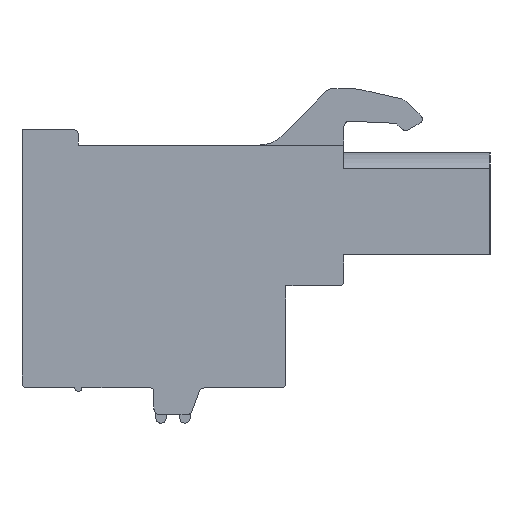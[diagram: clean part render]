
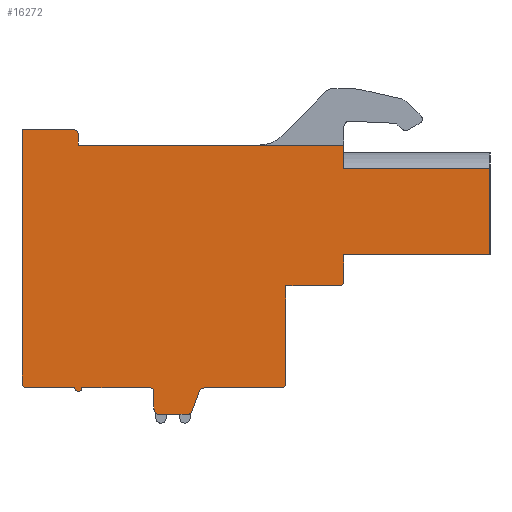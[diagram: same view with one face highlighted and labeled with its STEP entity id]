
A CAD part, left-side view. The second image highlights one B-rep face of the part: STEP entity #16272.
In plain terms, the highlighted planar face has unit normal (-1, 0, 0).
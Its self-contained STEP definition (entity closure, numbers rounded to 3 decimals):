
#1=CARTESIAN_POINT('',(0.,-5.36,-0.74));
#2=DIRECTION('',(-1.,0.,0.));
#3=DIRECTION('',(0.,0.,-1.));
#4=AXIS2_PLACEMENT_3D('',#1,#2,#3);
#6=CARTESIAN_POINT('',(0.,-2.06,-6.54));
#7=DIRECTION('',(1.,0.,0.));
#8=DIRECTION('',(0.,-1.,0.));
#9=AXIS2_PLACEMENT_3D('',#6,#7,#8);
#11=DIRECTION('',(0.,1.,0.));
#12=VECTOR('',#11,4.34);
#13=CARTESIAN_POINT('',(0.,-2.06,-6.84));
#14=LINE('',#13,#12);
#15=CARTESIAN_POINT('',(0.,2.28,-7.14));
#16=DIRECTION('',(-1.,0.,0.));
#17=DIRECTION('',(0.,0.,1.));
#18=AXIS2_PLACEMENT_3D('',#15,#16,#17);
#20=DIRECTION('',(0.,0.345,-0.939));
#21=VECTOR('',#20,1.179);
#22=CARTESIAN_POINT('',(0.,2.562,-7.037));
#23=LINE('',#22,#21);
#24=CARTESIAN_POINT('',(0.,3.25,-8.04));
#25=DIRECTION('',(1.,0.,0.));
#26=DIRECTION('',(0.,-0.939,-0.345));
#27=AXIS2_PLACEMENT_3D('',#24,#25,#26);
#29=DIRECTION('',(0.,1.,0.));
#30=VECTOR('',#29,1.59);
#31=CARTESIAN_POINT('',(0.,3.25,-8.34));
#32=LINE('',#31,#30);
#33=CARTESIAN_POINT('',(0.,4.84,-8.04));
#34=DIRECTION('',(1.,0.,0.));
#35=DIRECTION('',(0.,0.,-1.));
#36=AXIS2_PLACEMENT_3D('',#33,#34,#35);
#38=DIRECTION('',(0.,0.,1.));
#39=VECTOR('',#38,1.);
#40=CARTESIAN_POINT('',(0.,5.14,-8.04));
#41=LINE('',#40,#39);
#42=CARTESIAN_POINT('',(0.,5.34,-7.04));
#43=DIRECTION('',(-1.,0.,0.));
#44=DIRECTION('',(0.,-1.,0.));
#45=AXIS2_PLACEMENT_3D('',#42,#43,#44);
#47=DIRECTION('',(0.,1.,0.));
#48=VECTOR('',#47,3.9);
#49=CARTESIAN_POINT('',(0.,5.34,-6.84));
#50=LINE('',#49,#48);
#51=CARTESIAN_POINT('',(0.,9.44,-6.84));
#52=DIRECTION('',(1.,0.,0.));
#53=DIRECTION('',(0.,-1.,0.));
#54=AXIS2_PLACEMENT_3D('',#51,#52,#53);
#56=DIRECTION('',(0.,1.,0.));
#57=VECTOR('',#56,2.7);
#58=CARTESIAN_POINT('',(0.,9.64,-6.84));
#59=LINE('',#58,#57);
#60=CARTESIAN_POINT('',(0.,12.34,-6.54));
#61=DIRECTION('',(1.,0.,0.));
#62=DIRECTION('',(0.,0.,-1.));
#63=AXIS2_PLACEMENT_3D('',#60,#61,#62);
#65=DIRECTION('',(0.,0.,1.));
#66=VECTOR('',#65,0.5);
#67=CARTESIAN_POINT('',(0.,12.64,-6.54));
#68=LINE('',#67,#66);
#69=DIRECTION('',(0.,0.,1.));
#70=VECTOR('',#69,13.9);
#71=CARTESIAN_POINT('',(0.,12.64,-6.04));
#72=LINE('',#71,#70);
#73=DIRECTION('',(0.,-1.,0.));
#74=VECTOR('',#73,2.9);
#75=CARTESIAN_POINT('',(0.,12.64,7.86));
#76=LINE('',#75,#74);
#77=CARTESIAN_POINT('',(0.,9.74,7.56));
#78=DIRECTION('',(1.,0.,0.));
#79=DIRECTION('',(0.,0.,1.));
#80=AXIS2_PLACEMENT_3D('',#77,#78,#79);
#82=DIRECTION('',(0.,0.,-1.));
#83=VECTOR('',#82,0.6);
#84=CARTESIAN_POINT('',(0.,9.44,7.56));
#85=LINE('',#84,#83);
#86=DIRECTION('',(0.,-1.,0.));
#87=VECTOR('',#86,15.1);
#88=CARTESIAN_POINT('',(0.,9.44,6.96));
#89=LINE('',#88,#87);
#90=DIRECTION('',(0.,1.,0.));
#91=VECTOR('',#90,8.3);
#92=CARTESIAN_POINT('',(0.,-13.96,5.635));
#93=LINE('',#92,#91);
#94=DIRECTION('',(0.,1.,0.));
#95=VECTOR('',#94,8.3);
#96=CARTESIAN_POINT('',(0.,-13.96,0.73));
#97=LINE('',#96,#95);
#98=DIRECTION('',(0.,0.,-1.));
#99=VECTOR('',#98,1.47);
#100=CARTESIAN_POINT('',(0.,-5.66,0.73));
#101=LINE('',#100,#99);
#1326=DIRECTION('',(0.,0.,1.));
#1327=VECTOR('',#1326,4.905);
#1328=CARTESIAN_POINT('',(0.,-13.96,0.73));
#1329=LINE('',#1328,#1327);
#2136=DIRECTION('',(0.,0.,1.));
#2137=VECTOR('',#2136,1.325);
#2138=CARTESIAN_POINT('',(0.,-5.66,5.635));
#2139=LINE('',#2138,#2137);
#6507=DIRECTION('',(0.,0.,1.));
#6508=VECTOR('',#6507,5.5);
#6509=CARTESIAN_POINT('',(0.,-2.36,-6.54));
#6510=LINE('',#6509,#6508);
#6515=DIRECTION('',(0.,-1.,0.));
#6516=VECTOR('',#6515,3.);
#6517=CARTESIAN_POINT('',(0.,-2.36,-1.04));
#6518=LINE('',#6517,#6516);
#12343=CARTESIAN_POINT('',(0.,12.34,-6.84));
#12344=CARTESIAN_POINT('',(0.,12.64,-6.54));
#12345=VERTEX_POINT('',#12343);
#12346=VERTEX_POINT('',#12344);
#12347=CARTESIAN_POINT('',(0.,12.64,-6.04));
#12348=VERTEX_POINT('',#12347);
#12349=CARTESIAN_POINT('',(0.,12.64,7.86));
#12350=VERTEX_POINT('',#12349);
#12351=CARTESIAN_POINT('',(0.,9.74,7.86));
#12352=VERTEX_POINT('',#12351);
#12353=CARTESIAN_POINT('',(0.,9.44,7.56));
#12354=VERTEX_POINT('',#12353);
#12355=CARTESIAN_POINT('',(0.,9.44,6.96));
#12356=VERTEX_POINT('',#12355);
#12357=CARTESIAN_POINT('',(0.,-5.66,6.96));
#12358=VERTEX_POINT('',#12357);
#12359=CARTESIAN_POINT('',(0.,-13.96,0.73));
#12360=CARTESIAN_POINT('',(0.,-5.66,0.73));
#12361=VERTEX_POINT('',#12359);
#12362=VERTEX_POINT('',#12360);
#12363=CARTESIAN_POINT('',(0.,-2.36,-6.54));
#12364=CARTESIAN_POINT('',(0.,-2.06,-6.84));
#12365=VERTEX_POINT('',#12363);
#12366=VERTEX_POINT('',#12364);
#12367=CARTESIAN_POINT('',(0.,2.28,-6.84));
#12368=VERTEX_POINT('',#12367);
#12369=CARTESIAN_POINT('',(0.,2.562,-7.037));
#12370=VERTEX_POINT('',#12369);
#12371=CARTESIAN_POINT('',(0.,2.968,-8.143));
#12372=VERTEX_POINT('',#12371);
#12373=CARTESIAN_POINT('',(0.,3.25,-8.34));
#12374=VERTEX_POINT('',#12373);
#12375=CARTESIAN_POINT('',(0.,4.84,-8.34));
#12376=VERTEX_POINT('',#12375);
#12377=CARTESIAN_POINT('',(0.,5.14,-8.04));
#12378=VERTEX_POINT('',#12377);
#12379=CARTESIAN_POINT('',(0.,5.14,-7.04));
#12380=VERTEX_POINT('',#12379);
#12381=CARTESIAN_POINT('',(0.,5.34,-6.84));
#12382=VERTEX_POINT('',#12381);
#12383=CARTESIAN_POINT('',(0.,9.24,-6.84));
#12384=VERTEX_POINT('',#12383);
#12385=CARTESIAN_POINT('',(0.,9.64,-6.84));
#12386=VERTEX_POINT('',#12385);
#12679=CARTESIAN_POINT('',(0.,-13.96,5.635));
#12680=CARTESIAN_POINT('',(0.,-5.66,5.635));
#12681=VERTEX_POINT('',#12679);
#12682=VERTEX_POINT('',#12680);
#16063=CARTESIAN_POINT('',(0.,-5.36,-1.04));
#16064=CARTESIAN_POINT('',(0.,-5.66,-0.74));
#16065=VERTEX_POINT('',#16063);
#16066=VERTEX_POINT('',#16064);
#16067=CARTESIAN_POINT('',(0.,-2.36,-1.04));
#16068=VERTEX_POINT('',#16067);
#16211=CARTESIAN_POINT('',(0.,0.,0.));
#16212=DIRECTION('',(1.,0.,0.));
#16213=DIRECTION('',(0.,-1.,0.));
#16214=AXIS2_PLACEMENT_3D('',#16211,#16212,#16213);
#16215=PLANE('',#16214);
#16217=ORIENTED_EDGE('',*,*,#16216,.F.);
#16219=ORIENTED_EDGE('',*,*,#16218,.F.);
#16221=ORIENTED_EDGE('',*,*,#16220,.F.);
#16223=ORIENTED_EDGE('',*,*,#16222,.T.);
#16225=ORIENTED_EDGE('',*,*,#16224,.T.);
#16227=ORIENTED_EDGE('',*,*,#16226,.T.);
#16229=ORIENTED_EDGE('',*,*,#16228,.T.);
#16231=ORIENTED_EDGE('',*,*,#16230,.T.);
#16233=ORIENTED_EDGE('',*,*,#16232,.T.);
#16235=ORIENTED_EDGE('',*,*,#16234,.T.);
#16237=ORIENTED_EDGE('',*,*,#16236,.T.);
#16239=ORIENTED_EDGE('',*,*,#16238,.T.);
#16241=ORIENTED_EDGE('',*,*,#16240,.T.);
#16243=ORIENTED_EDGE('',*,*,#16242,.T.);
#16245=ORIENTED_EDGE('',*,*,#16244,.T.);
#16247=ORIENTED_EDGE('',*,*,#16246,.T.);
#16249=ORIENTED_EDGE('',*,*,#16248,.T.);
#16251=ORIENTED_EDGE('',*,*,#16250,.T.);
#16253=ORIENTED_EDGE('',*,*,#16252,.T.);
#16255=ORIENTED_EDGE('',*,*,#16254,.T.);
#16257=ORIENTED_EDGE('',*,*,#16256,.T.);
#16259=ORIENTED_EDGE('',*,*,#16258,.T.);
#16261=ORIENTED_EDGE('',*,*,#16260,.F.);
#16263=ORIENTED_EDGE('',*,*,#16262,.F.);
#16265=ORIENTED_EDGE('',*,*,#16264,.F.);
#16267=ORIENTED_EDGE('',*,*,#16266,.T.);
#16269=ORIENTED_EDGE('',*,*,#16268,.T.);
#16270=EDGE_LOOP('',(#16217,#16219,#16221,#16223,#16225,#16227,#16229,#16231,
#16233,#16235,#16237,#16239,#16241,#16243,#16245,#16247,#16249,#16251,#16253,
#16255,#16257,#16259,#16261,#16263,#16265,#16267,#16269));
#16271=FACE_OUTER_BOUND('',#16270,.F.);
#16272=ADVANCED_FACE('',(#16271),#16215,.F.);
#5=CIRCLE('',#4,0.3);
#10=CIRCLE('',#9,0.3);
#19=CIRCLE('',#18,0.3);
#28=CIRCLE('',#27,0.3);
#37=CIRCLE('',#36,0.3);
#46=CIRCLE('',#45,0.2);
#55=CIRCLE('',#54,0.2);
#64=CIRCLE('',#63,0.3);
#81=CIRCLE('',#80,0.3);
#16216=EDGE_CURVE('',#16065,#16066,#5,.T.);
#16218=EDGE_CURVE('',#16068,#16065,#6518,.T.);
#16220=EDGE_CURVE('',#12365,#16068,#6510,.T.);
#16222=EDGE_CURVE('',#12365,#12366,#10,.T.);
#16224=EDGE_CURVE('',#12366,#12368,#14,.T.);
#16226=EDGE_CURVE('',#12368,#12370,#19,.T.);
#16228=EDGE_CURVE('',#12370,#12372,#23,.T.);
#16230=EDGE_CURVE('',#12372,#12374,#28,.T.);
#16232=EDGE_CURVE('',#12374,#12376,#32,.T.);
#16234=EDGE_CURVE('',#12376,#12378,#37,.T.);
#16236=EDGE_CURVE('',#12378,#12380,#41,.T.);
#16238=EDGE_CURVE('',#12380,#12382,#46,.T.);
#16240=EDGE_CURVE('',#12382,#12384,#50,.T.);
#16242=EDGE_CURVE('',#12384,#12386,#55,.T.);
#16244=EDGE_CURVE('',#12386,#12345,#59,.T.);
#16246=EDGE_CURVE('',#12345,#12346,#64,.T.);
#16248=EDGE_CURVE('',#12346,#12348,#68,.T.);
#16250=EDGE_CURVE('',#12348,#12350,#72,.T.);
#16252=EDGE_CURVE('',#12350,#12352,#76,.T.);
#16254=EDGE_CURVE('',#12352,#12354,#81,.T.);
#16256=EDGE_CURVE('',#12354,#12356,#85,.T.);
#16258=EDGE_CURVE('',#12356,#12358,#89,.T.);
#16260=EDGE_CURVE('',#12682,#12358,#2139,.T.);
#16262=EDGE_CURVE('',#12681,#12682,#93,.T.);
#16264=EDGE_CURVE('',#12361,#12681,#1329,.T.);
#16266=EDGE_CURVE('',#12361,#12362,#97,.T.);
#16268=EDGE_CURVE('',#12362,#16066,#101,.T.);
